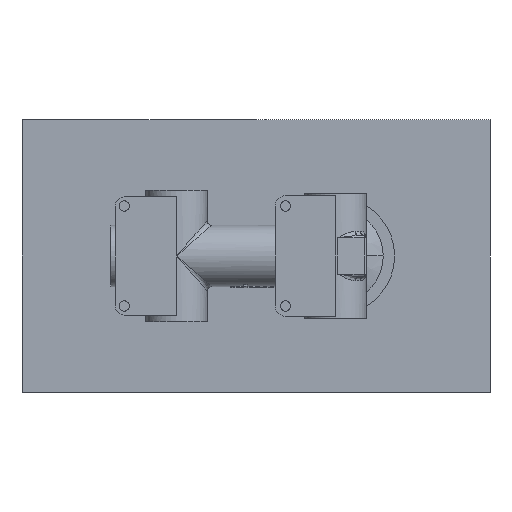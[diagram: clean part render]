
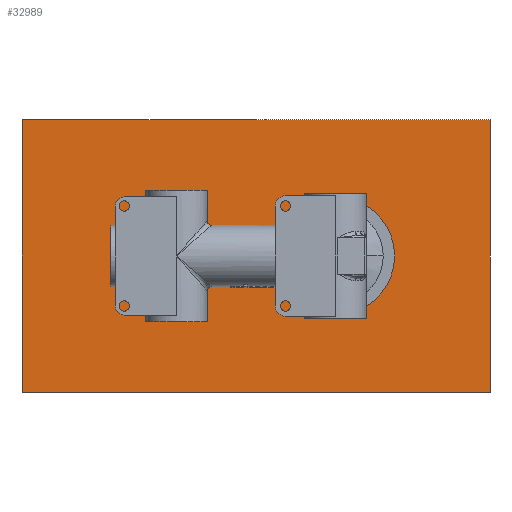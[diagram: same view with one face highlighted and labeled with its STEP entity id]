
A CAD part, left-side view. The second image highlights one B-rep face of the part: STEP entity #32989.
In plain terms, the highlighted planar face has unit normal (-1, 0, 0).
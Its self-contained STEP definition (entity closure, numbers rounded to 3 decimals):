
#119 = DIRECTION ( 'NONE',  ( 1., 0., 0. ) ) ;
#585 = CARTESIAN_POINT ( 'NONE',  ( 45., -5., 0. ) ) ;
#1923 = AXIS2_PLACEMENT_3D ( 'NONE', #41226, #3900, #41361 ) ;
#2381 = LINE ( 'NONE', #22472, #7624 ) ;
#2675 = EDGE_LOOP ( 'NONE', ( #3581, #23371, #42149, #43139 ) ) ;
#2893 = VERTEX_POINT ( 'NONE', #14978 ) ;
#2982 = AXIS2_PLACEMENT_3D ( 'NONE', #3417, #23166, #17063 ) ;
#2996 = FACE_OUTER_BOUND ( 'NONE', #2675, .T. ) ;
#3417 = CARTESIAN_POINT ( 'NONE',  ( 45., 30., 0. ) ) ;
#3581 = ORIENTED_EDGE ( 'NONE', *, *, #44069, .F. ) ;
#3900 = DIRECTION ( 'NONE',  ( 1., 0., 0. ) ) ;
#6577 = DIRECTION ( 'NONE',  ( 0., 0., -1. ) ) ;
#7624 = VECTOR ( 'NONE', #29898, 1000. ) ;
#9482 = EDGE_LOOP ( 'NONE', ( #32304, #37044 ) ) ;
#9942 = CARTESIAN_POINT ( 'NONE',  ( 45., -40., 0. ) ) ;
#10118 = CARTESIAN_POINT ( 'NONE',  ( 45., 98., -60. ) ) ;
#10258 = DIRECTION ( 'NONE',  ( 1., 0., 0. ) ) ;
#10702 = CARTESIAN_POINT ( 'NONE',  ( 45., -108., -60. ) ) ;
#11557 = CARTESIAN_POINT ( 'NONE',  ( 45., -40., 0. ) ) ;
#12315 = EDGE_CURVE ( 'NONE', #28904, #28952, #38771, .T. ) ;
#13315 = ORIENTED_EDGE ( 'NONE', *, *, #34980, .T. ) ;
#13702 = EDGE_LOOP ( 'NONE', ( #21045, #13315 ) ) ;
#14916 = VERTEX_POINT ( 'NONE', #26670 ) ;
#14971 = LINE ( 'NONE', #10702, #19746 ) ;
#14978 = CARTESIAN_POINT ( 'NONE',  ( 45., 98., 60. ) ) ;
#17063 = DIRECTION ( 'NONE',  ( 0., 0., -1. ) ) ;
#17396 = CARTESIAN_POINT ( 'NONE',  ( 45., -108., -60. ) ) ;
#18401 = CARTESIAN_POINT ( 'NONE',  ( 45., -108., -60. ) ) ;
#19463 = FACE_BOUND ( 'NONE', #13702, .T. ) ;
#19746 = VECTOR ( 'NONE', #34376, 1000. ) ;
#20875 = DIRECTION ( 'NONE',  ( 0., 0., -1. ) ) ;
#21045 = ORIENTED_EDGE ( 'NONE', *, *, #25140, .T. ) ;
#22472 = CARTESIAN_POINT ( 'NONE',  ( 45., -108., 60. ) ) ;
#22534 = VERTEX_POINT ( 'NONE', #41876 ) ;
#23166 = DIRECTION ( 'NONE',  ( 1., 0., 0. ) ) ;
#23371 = ORIENTED_EDGE ( 'NONE', *, *, #27292, .F. ) ;
#25140 = EDGE_CURVE ( 'NONE', #14916, #22534, #33219, .T. ) ;
#26236 = EDGE_CURVE ( 'NONE', #28118, #35408, #41733, .T. ) ;
#26670 = CARTESIAN_POINT ( 'NONE',  ( 45., 30., 12.5 ) ) ;
#27167 = CARTESIAN_POINT ( 'NONE',  ( 45., 98., -60. ) ) ;
#27187 = VERTEX_POINT ( 'NONE', #27167 ) ;
#27292 = EDGE_CURVE ( 'NONE', #27187, #2893, #39048, .T. ) ;
#27846 = CARTESIAN_POINT ( 'NONE',  ( 45., -108., 60. ) ) ;
#28118 = VERTEX_POINT ( 'NONE', #30572 ) ;
#28390 = AXIS2_PLACEMENT_3D ( 'NONE', #9942, #119, #6577 ) ;
#28904 = VERTEX_POINT ( 'NONE', #27846 ) ;
#28952 = VERTEX_POINT ( 'NONE', #17396 ) ;
#29076 = FACE_BOUND ( 'NONE', #9482, .T. ) ;
#29898 = DIRECTION ( 'NONE',  ( 0., -1., 0. ) ) ;
#29975 = VECTOR ( 'NONE', #30678, 1000. ) ;
#30572 = CARTESIAN_POINT ( 'NONE',  ( 45., -40., -21. ) ) ;
#30678 = DIRECTION ( 'NONE',  ( 0., 0., 1. ) ) ;
#31491 = CIRCLE ( 'NONE', #2982, 12.5 ) ;
#32249 = DIRECTION ( 'NONE',  ( 0., 0., -1. ) ) ;
#32304 = ORIENTED_EDGE ( 'NONE', *, *, #42141, .T. ) ;
#32989 = ADVANCED_FACE ( 'NONE', ( #2996, #19463, #29076 ), #43474, .F. ) ;
#33072 = CARTESIAN_POINT ( 'NONE',  ( 45., -40., 21. ) ) ;
#33219 = CIRCLE ( 'NONE', #1923, 12.5 ) ;
#34376 = DIRECTION ( 'NONE',  ( 0., 1., 0. ) ) ;
#34980 = EDGE_CURVE ( 'NONE', #22534, #14916, #31491, .T. ) ;
#35408 = VERTEX_POINT ( 'NONE', #33072 ) ;
#37044 = ORIENTED_EDGE ( 'NONE', *, *, #26236, .T. ) ;
#37087 = AXIS2_PLACEMENT_3D ( 'NONE', #585, #10258, #20875 ) ;
#38103 = DIRECTION ( 'NONE',  ( 1., 0., 0. ) ) ;
#38539 = DIRECTION ( 'NONE',  ( 0., 0., -1. ) ) ;
#38771 = LINE ( 'NONE', #18401, #39306 ) ;
#39048 = LINE ( 'NONE', #10118, #29975 ) ;
#39306 = VECTOR ( 'NONE', #32249, 1000. ) ;
#39410 = CIRCLE ( 'NONE', #42829, 21. ) ;
#41226 = CARTESIAN_POINT ( 'NONE',  ( 45., 30., 0. ) ) ;
#41361 = DIRECTION ( 'NONE',  ( 0., 0., -1. ) ) ;
#41462 = EDGE_CURVE ( 'NONE', #28952, #27187, #14971, .T. ) ;
#41733 = CIRCLE ( 'NONE', #28390, 21. ) ;
#41876 = CARTESIAN_POINT ( 'NONE',  ( 45., 30., -12.5 ) ) ;
#42141 = EDGE_CURVE ( 'NONE', #35408, #28118, #39410, .T. ) ;
#42149 = ORIENTED_EDGE ( 'NONE', *, *, #41462, .F. ) ;
#42829 = AXIS2_PLACEMENT_3D ( 'NONE', #11557, #38103, #38539 ) ;
#43139 = ORIENTED_EDGE ( 'NONE', *, *, #12315, .F. ) ;
#43474 = PLANE ( 'NONE',  #37087 ) ;
#44069 = EDGE_CURVE ( 'NONE', #2893, #28904, #2381, .T. ) ;
